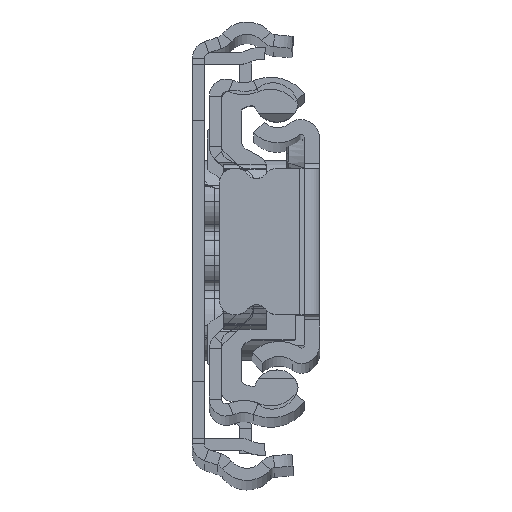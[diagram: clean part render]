
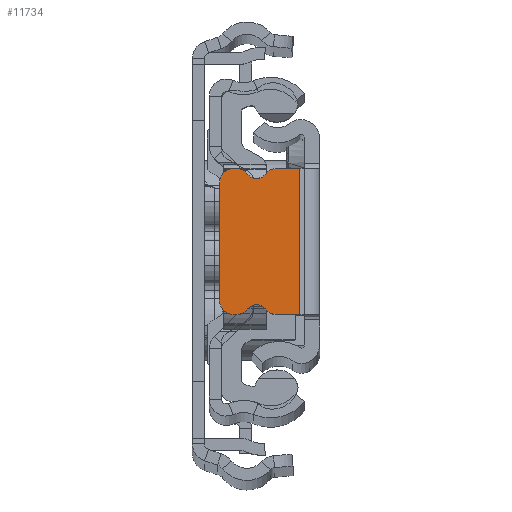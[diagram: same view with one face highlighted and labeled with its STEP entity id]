
A CAD part, top view. The second image highlights one B-rep face of the part: STEP entity #11734.
In plain terms, the highlighted planar face has unit normal (0, 0, 1).
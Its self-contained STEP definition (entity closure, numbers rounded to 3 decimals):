
#614 = DIRECTION ( 'NONE',  ( 0., 0., 1. ) ) ;
#707 = DIRECTION ( 'NONE',  ( 0., 0., 1. ) ) ;
#720 = CARTESIAN_POINT ( 'NONE',  ( -10., 0., 0. ) ) ;
#952 = AXIS2_PLACEMENT_3D ( 'NONE', #9589, #25259, #1242 ) ;
#960 = DIRECTION ( 'NONE',  ( -1., 0., 0. ) ) ;
#1224 = ORIENTED_EDGE ( 'NONE', *, *, #15652, .T. ) ;
#1242 = DIRECTION ( 'NONE',  ( -1., 0., 0. ) ) ;
#1388 = ORIENTED_EDGE ( 'NONE', *, *, #19662, .T. ) ;
#1588 = LINE ( 'NONE', #720, #24246 ) ;
#2503 = LINE ( 'NONE', #6871, #11814 ) ;
#2525 = CARTESIAN_POINT ( 'NONE',  ( -8.5, 7.3, 0. ) ) ;
#2904 = LINE ( 'NONE', #23086, #13775 ) ;
#3358 = PLANE ( 'NONE',  #952 ) ;
#4095 = ORIENTED_EDGE ( 'NONE', *, *, #24606, .T. ) ;
#4147 = DIRECTION ( 'NONE',  ( 0., 0., 1. ) ) ;
#4176 = ORIENTED_EDGE ( 'NONE', *, *, #22574, .T. ) ;
#4416 = DIRECTION ( 'NONE',  ( -1., 0., 0. ) ) ;
#4604 = EDGE_CURVE ( 'NONE', #15577, #5368, #10285, .T. ) ;
#5146 = VECTOR ( 'NONE', #14543, 1000. ) ;
#5368 = VERTEX_POINT ( 'NONE', #13653 ) ;
#5463 = EDGE_CURVE ( 'NONE', #12881, #23623, #6931, .T. ) ;
#5627 = ORIENTED_EDGE ( 'NONE', *, *, #4604, .F. ) ;
#5663 = EDGE_CURVE ( 'NONE', #25223, #15727, #6096, .T. ) ;
#5704 = CIRCLE ( 'NONE', #23829, 1.5 ) ;
#6096 = CIRCLE ( 'NONE', #21671, 1.5 ) ;
#6228 = ORIENTED_EDGE ( 'NONE', *, *, #18698, .T. ) ;
#6518 = CARTESIAN_POINT ( 'NONE',  ( 0., 7.3, 0. ) ) ;
#6871 = CARTESIAN_POINT ( 'NONE',  ( 0., -7.3, 0. ) ) ;
#6882 = CIRCLE ( 'NONE', #16804, 1.5 ) ;
#6931 = CIRCLE ( 'NONE', #12375, 1.1 ) ;
#7350 = ORIENTED_EDGE ( 'NONE', *, *, #14875, .T. ) ;
#7912 = DIRECTION ( 'NONE',  ( 0., 0., 1. ) ) ;
#8087 = CARTESIAN_POINT ( 'NONE',  ( -8.362, 7.3, 0. ) ) ;
#8109 = CARTESIAN_POINT ( 'NONE',  ( -6.29, -7.37, 0. ) ) ;
#8420 = CARTESIAN_POINT ( 'NONE',  ( -8.362, 5.8, 0. ) ) ;
#8668 = CARTESIAN_POINT ( 'NONE',  ( -10., 5.8, 0. ) ) ;
#8718 = DIRECTION ( 'NONE',  ( 0., -1., 0. ) ) ;
#9304 = FACE_OUTER_BOUND ( 'NONE', #22603, .T. ) ;
#9312 = DIRECTION ( 'NONE',  ( -1., 0., 0. ) ) ;
#9418 = CARTESIAN_POINT ( 'NONE',  ( -8.362, -7.3, 0. ) ) ;
#9589 = CARTESIAN_POINT ( 'NONE',  ( 0., 0., 0. ) ) ;
#9918 = VERTEX_POINT ( 'NONE', #10465 ) ;
#9961 = EDGE_CURVE ( 'NONE', #22102, #13634, #20591, .T. ) ;
#10029 = DIRECTION ( 'NONE',  ( 0., 0., 1. ) ) ;
#10285 = CIRCLE ( 'NONE', #25004, 1.1 ) ;
#10353 = DIRECTION ( 'NONE',  ( 0., 0., 1. ) ) ;
#10356 = EDGE_CURVE ( 'NONE', #21663, #25155, #24751, .T. ) ;
#10399 = DIRECTION ( 'NONE',  ( -1., 0., 0. ) ) ;
#10465 = CARTESIAN_POINT ( 'NONE',  ( -4.218, -7.3, 0. ) ) ;
#11029 = CARTESIAN_POINT ( 'NONE',  ( -2., 7.3, 0. ) ) ;
#11131 = DIRECTION ( 'NONE',  ( -1., 0., 0. ) ) ;
#11734 = ADVANCED_FACE ( 'NONE', ( #9304 ), #3358, .F. ) ;
#11814 = VECTOR ( 'NONE', #14903, 1000. ) ;
#12375 = AXIS2_PLACEMENT_3D ( 'NONE', #22488, #4147, #12572 ) ;
#12572 = DIRECTION ( 'NONE',  ( 1., 0., 0. ) ) ;
#12649 = LINE ( 'NONE', #18968, #25913 ) ;
#12677 = ORIENTED_EDGE ( 'NONE', *, *, #19889, .T. ) ;
#12881 = VERTEX_POINT ( 'NONE', #15567 ) ;
#13634 = VERTEX_POINT ( 'NONE', #2525 ) ;
#13653 = CARTESIAN_POINT ( 'NONE',  ( -7.167, -6.706, 0. ) ) ;
#13775 = VECTOR ( 'NONE', #19128, 1000. ) ;
#14187 = AXIS2_PLACEMENT_3D ( 'NONE', #21000, #707, #960 ) ;
#14543 = DIRECTION ( 'NONE',  ( -1., 0., 0. ) ) ;
#14582 = CARTESIAN_POINT ( 'NONE',  ( -4.218, 7.3, 0. ) ) ;
#14875 = EDGE_CURVE ( 'NONE', #15064, #5368, #20066, .T. ) ;
#14903 = DIRECTION ( 'NONE',  ( 1., 0., 0. ) ) ;
#15064 = VERTEX_POINT ( 'NONE', #9418 ) ;
#15233 = EDGE_CURVE ( 'NONE', #9918, #18967, #2904, .T. ) ;
#15493 = DIRECTION ( 'NONE',  ( 0., 0., 1. ) ) ;
#15567 = CARTESIAN_POINT ( 'NONE',  ( -7.167, 6.706, 0. ) ) ;
#15577 = VERTEX_POINT ( 'NONE', #18424 ) ;
#15652 = EDGE_CURVE ( 'NONE', #15577, #9918, #18842, .T. ) ;
#15727 = VERTEX_POINT ( 'NONE', #17741 ) ;
#15933 = CARTESIAN_POINT ( 'NONE',  ( -4.218, 5.8, 0. ) ) ;
#16315 = CARTESIAN_POINT ( 'NONE',  ( -5.413, 6.706, 0. ) ) ;
#16318 = AXIS2_PLACEMENT_3D ( 'NONE', #21305, #15493, #9312 ) ;
#16804 = AXIS2_PLACEMENT_3D ( 'NONE', #8420, #614, #10399 ) ;
#16805 = DIRECTION ( 'NONE',  ( 0., -1., 0. ) ) ;
#17055 = CARTESIAN_POINT ( 'NONE',  ( -10., -5.8, 0. ) ) ;
#17062 = ORIENTED_EDGE ( 'NONE', *, *, #9961, .T. ) ;
#17741 = CARTESIAN_POINT ( 'NONE',  ( -8.5, -7.3, 0. ) ) ;
#18054 = DIRECTION ( 'NONE',  ( -1., 0., 0. ) ) ;
#18176 = DIRECTION ( 'NONE',  ( -1., 0., 0. ) ) ;
#18424 = CARTESIAN_POINT ( 'NONE',  ( -5.413, -6.706, 0. ) ) ;
#18592 = EDGE_CURVE ( 'NONE', #21663, #18967, #12649, .T. ) ;
#18698 = EDGE_CURVE ( 'NONE', #19377, #25223, #1588, .T. ) ;
#18842 = CIRCLE ( 'NONE', #16318, 1.5 ) ;
#18967 = VERTEX_POINT ( 'NONE', #24786 ) ;
#18968 = CARTESIAN_POINT ( 'NONE',  ( -2., -7.3, 0. ) ) ;
#19128 = DIRECTION ( 'NONE',  ( 1., 0., 0. ) ) ;
#19377 = VERTEX_POINT ( 'NONE', #8668 ) ;
#19397 = AXIS2_PLACEMENT_3D ( 'NONE', #19769, #10029, #18054 ) ;
#19662 = EDGE_CURVE ( 'NONE', #15727, #15064, #2503, .T. ) ;
#19769 = CARTESIAN_POINT ( 'NONE',  ( -8.5, 5.8, 0. ) ) ;
#19822 = CIRCLE ( 'NONE', #19397, 1.5 ) ;
#19889 = EDGE_CURVE ( 'NONE', #13634, #19377, #19822, .T. ) ;
#19935 = ORIENTED_EDGE ( 'NONE', *, *, #15233, .T. ) ;
#20066 = CIRCLE ( 'NONE', #14187, 1.5 ) ;
#20334 = VECTOR ( 'NONE', #4416, 1000. ) ;
#20401 = ORIENTED_EDGE ( 'NONE', *, *, #18592, .F. ) ;
#20591 = LINE ( 'NONE', #6518, #5146 ) ;
#21000 = CARTESIAN_POINT ( 'NONE',  ( -8.362, -5.8, 0. ) ) ;
#21305 = CARTESIAN_POINT ( 'NONE',  ( -4.218, -5.8, 0. ) ) ;
#21374 = CARTESIAN_POINT ( 'NONE',  ( 0., 7.3, 0. ) ) ;
#21507 = ORIENTED_EDGE ( 'NONE', *, *, #5663, .T. ) ;
#21645 = ORIENTED_EDGE ( 'NONE', *, *, #5463, .F. ) ;
#21663 = VERTEX_POINT ( 'NONE', #11029 ) ;
#21671 = AXIS2_PLACEMENT_3D ( 'NONE', #24994, #23403, #11131 ) ;
#22102 = VERTEX_POINT ( 'NONE', #8087 ) ;
#22201 = DIRECTION ( 'NONE',  ( -1., 0., 0. ) ) ;
#22488 = CARTESIAN_POINT ( 'NONE',  ( -6.29, 7.37, 0. ) ) ;
#22574 = EDGE_CURVE ( 'NONE', #12881, #22102, #6882, .T. ) ;
#22603 = EDGE_LOOP ( 'NONE', ( #17062, #12677, #6228, #21507, #1388, #7350, #5627, #1224, #19935, #20401, #25429, #4095, #21645, #4176 ) ) ;
#23086 = CARTESIAN_POINT ( 'NONE',  ( 0., -7.3, 0. ) ) ;
#23403 = DIRECTION ( 'NONE',  ( 0., 0., 1. ) ) ;
#23623 = VERTEX_POINT ( 'NONE', #16315 ) ;
#23829 = AXIS2_PLACEMENT_3D ( 'NONE', #15933, #7912, #18176 ) ;
#24246 = VECTOR ( 'NONE', #16805, 1000. ) ;
#24606 = EDGE_CURVE ( 'NONE', #25155, #23623, #5704, .T. ) ;
#24751 = LINE ( 'NONE', #21374, #20334 ) ;
#24786 = CARTESIAN_POINT ( 'NONE',  ( -2., -7.3, 0. ) ) ;
#24994 = CARTESIAN_POINT ( 'NONE',  ( -8.5, -5.8, 0. ) ) ;
#25004 = AXIS2_PLACEMENT_3D ( 'NONE', #8109, #10353, #22201 ) ;
#25155 = VERTEX_POINT ( 'NONE', #14582 ) ;
#25223 = VERTEX_POINT ( 'NONE', #17055 ) ;
#25259 = DIRECTION ( 'NONE',  ( 0., 0., -1. ) ) ;
#25429 = ORIENTED_EDGE ( 'NONE', *, *, #10356, .T. ) ;
#25913 = VECTOR ( 'NONE', #8718, 1000. ) ;
